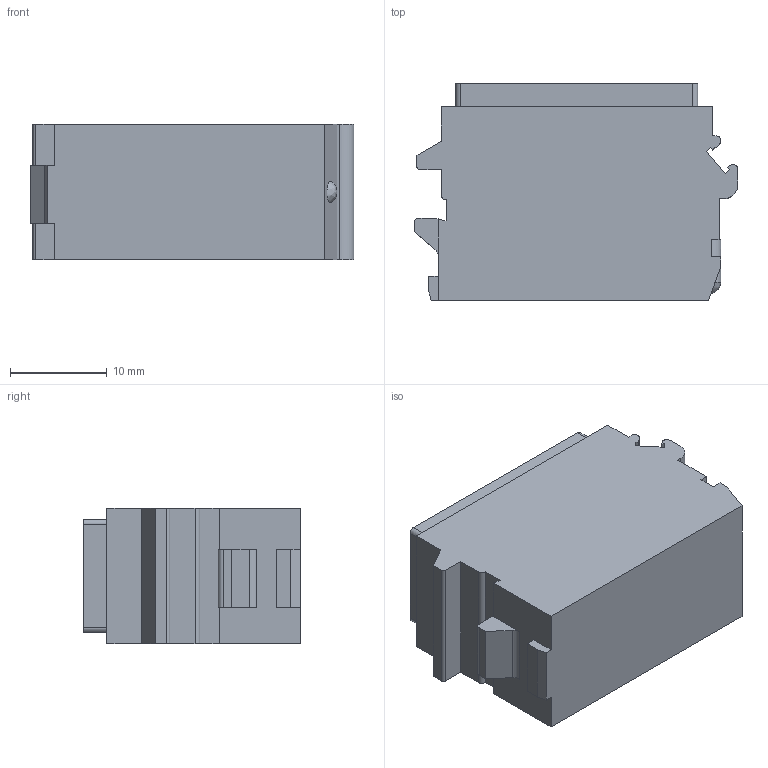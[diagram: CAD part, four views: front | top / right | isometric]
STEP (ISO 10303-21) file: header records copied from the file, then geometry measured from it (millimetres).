
FILE_DESCRIPTION((''),'2;1');
FILE_NAME('00176591402','2020-08-06T',('presta_be4'),(''),'CREO PARAMETRIC BY PTC INC, 2018360','CREO PARAMETRIC BY PTC INC, 2018360','');
FILE_SCHEMA(('CONFIG_CONTROL_DESIGN'));
Products named in the file (1): 00176591402
Bounding box: 33.45 x 22.42 x 14 mm (x, y, z)
Volume: 7655.3 mm3; surface area: 7669.2 mm2
Topology: 13 solids, 13 shells, 3159 faces, 8555 edges, 5470 vertices
Faces by surface type: plane 1873, cylinder 457, cone 432, torus 396, bspline 1
Entity records: 110578 total; most frequent: CARTESIAN_POINT 31409, ORIENTED_EDGE 17062, DIRECTION 16324, EDGE_CURVE 8531, AXIS2_PLACEMENT_3D 6174, VERTEX_POINT 5470, VECTOR 3976, LINE 3976
